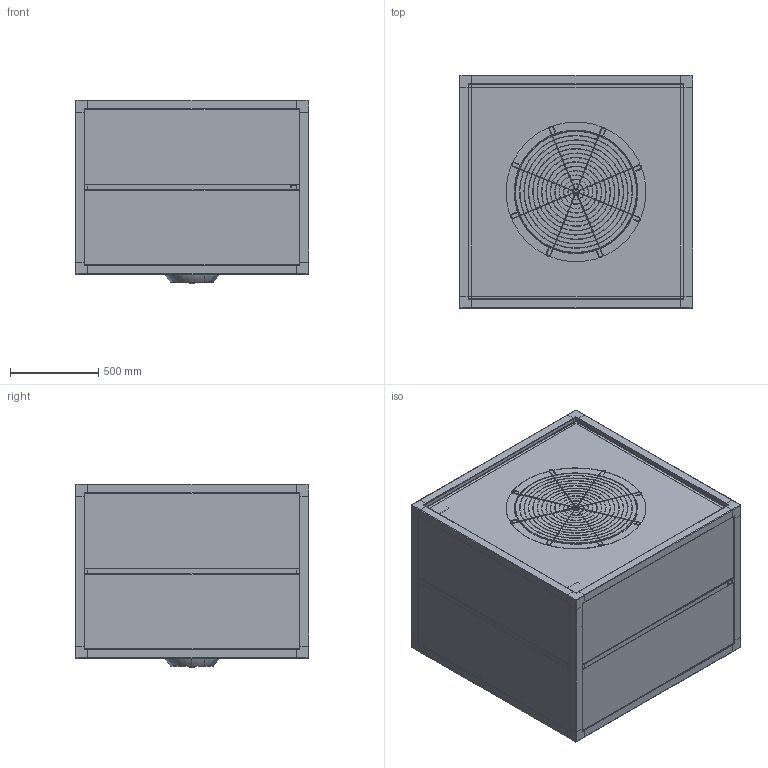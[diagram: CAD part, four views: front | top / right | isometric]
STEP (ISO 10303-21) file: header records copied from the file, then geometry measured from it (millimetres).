
FILE_DESCRIPTION (( 'STEP AP203' ), '1' );
FILE_NAME ('21020-A_Ventilatoreinheit_G2_axial_defeature.STEP', '2021-04-20T14:56:18', ( '' ), ( '' ), 'SwSTEP 2.0', 'SolidWorks 2019', '' );
FILE_SCHEMA (( 'CONFIG_CONTROL_DESIGN' ));
Products named in the file (1): 21020-A_Ventilatoreinheit_G2_axial_defeature
Bounding box: 1325 x 1325 x 1044 mm (x, y, z)
Volume: 168290903.5 mm3; surface area: 34448756 mm2
Topology: 26 solids, 26 shells, 3165 faces, 8564 edges, 5299 vertices
Faces by surface type: plane 2115, cylinder 642, torus 238, bspline 146, cone 24
Entity records: 143508 total; most frequent: CARTESIAN_POINT 65524, ORIENTED_EDGE 17100, DIRECTION 15122, EDGE_CURVE 8550, VECTOR 6056, LINE 6056, VERTEX_POINT 5299, AXIS2_PLACEMENT_3D 4533
